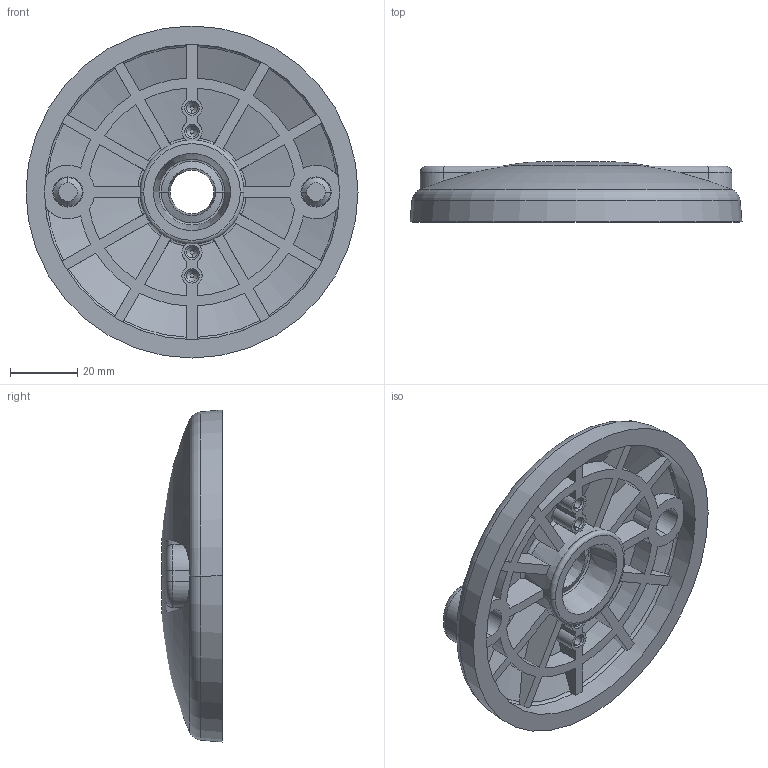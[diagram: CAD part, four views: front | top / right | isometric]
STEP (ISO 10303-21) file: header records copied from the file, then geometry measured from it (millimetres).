
FILE_DESCRIPTION (( 'STEP AP214' ), '1' );
FILE_NAME ('098a100kbz.STEP', '2014-08-12T08:24:13', ( '' ), ( '' ), 'SwSTEP 2.0', 'SolidWorks 2014', '' );
FILE_SCHEMA (( 'AUTOMOTIVE_DESIGN' ));
Length unit declared in the file: millimetre
Products named in the file (1): 098a100kbz
Bounding box: 99 x 17.94 x 99 mm (x, y, z)
Volume: 54279.8 mm3; surface area: 28532.7 mm2
Topology: 1 solids, 1 shells, 229 faces, 612 edges, 394 vertices
Faces by surface type: plane 71, cylinder 66, cone 52, torus 38, sphere 2
Entity records: 7894 total; most frequent: CARTESIAN_POINT 2178, ORIENTED_EDGE 1224, DIRECTION 1188, EDGE_CURVE 612, AXIS2_PLACEMENT_3D 478, VERTEX_POINT 394, CIRCLE 248, EDGE_LOOP 240
